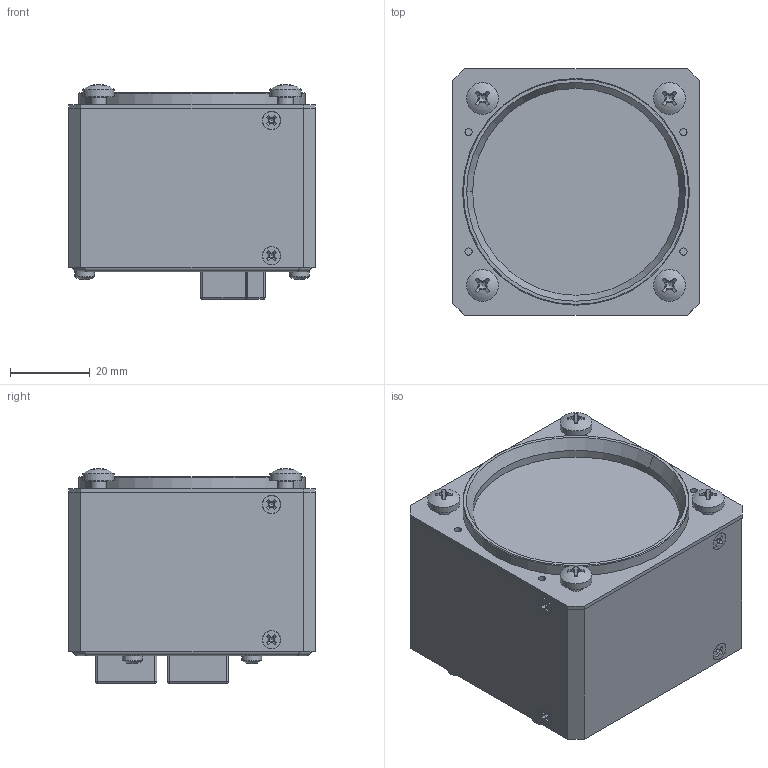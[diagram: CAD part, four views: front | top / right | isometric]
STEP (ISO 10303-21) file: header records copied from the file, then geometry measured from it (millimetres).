
FILE_DESCRIPTION(('FreeCAD Model'),'2;1');
FILE_NAME('G - Force Indicator.step','2020-04-01T14:11:37',('Author'),(''), 'Open CASCADE STEP processor 7.3','FreeCAD','Unknown');
FILE_SCHEMA(('AUTOMOTIVE_DESIGN { 1 0 10303 214 1 1 1 1 }'));
Length unit declared in the file: millimetre
Products named in the file (38): Assembly; Assem003; use001; use_Pin001; Pin_short003; Pin_short002; Pin_long003; Pin_long002; Assem002; use; use_Pin; Pin_short001; Pin_short; Pin_long001; Pin_long; Body; M2.5x4-Screw023; M2.5x4-Screw022; M2.5x4-Screw021; M2.5x4-Screw020; M2.5x3-Screw; M2.5x8-Screw; M4x6-Screw008; M4x6-Screw009; M4x6-Screw; M4x6-Screw010; M2.5x4-Screw001; M2.5x4-Screw003; M2.5x4-Screw005; M2.5x4-Screw006; M2.5x4-Screw; M2.5x4-Screw019; M2.5x4-Screw016; M2.5x4-Screw014; M2.5x4-Screw018; Hrbet_01; Plasc_01; Maska_01
Assembly tree (49 placements, depth 4):
  Assembly
    Assem003
  use001
  use_Pin001
      Pin_short003
        Pin_short002  x4
      Pin_long003
        Pin_long002  x4
    Assem002
  use
  use_Pin
      Pin_short001
        Pin_short  x4
      Pin_long001
        Pin_long  x4
    Body
    M2.5x4-Screw023
    M2.5x4-Screw022
    M2.5x4-Screw021
    M2.5x4-Screw020
    M2.5x3-Screw
    M2.5x8-Screw
    M4x6-Screw008
    M4x6-Screw009
    M4x6-Screw
    M4x6-Screw010
    M2.5x4-Screw001
    M2.5x4-Screw003
    M2.5x4-Screw005
    M2.5x4-Screw006
    M2.5x4-Screw
    M2.5x4-Screw019
    M2.5x4-Screw016
    M2.5x4-Screw014
    M2.5x4-Screw018
    Hrbet_01
    Plasc_01
    Maska_01
Bounding box: 62 x 62 x 53.97 mm (x, y, z)
Volume: 51320.1 mm3; surface area: 52542.8 mm2
Topology: 43 solids, 43 shells, 2143 faces, 5886 edges, 3833 vertices
Faces by surface type: plane 1588, cylinder 342, cone 158, torus 20, revolution 19, sphere 16
Full cylindrical faces by diameter (mm): 0.9 x4, 1.8 x4, 2 x5, 2.5 x30, 4 x8, 4.5 x11, 5 x4, 8 x4, 52 x1, 56 x1, 57 x1, 58 x1
Entity records: 61432 total; most frequent: CARTESIAN_POINT 10756, DIRECTION 10349, ORIENTED_EDGE 10286, EDGE_CURVE 5143, LINE 3650, VECTOR 3650, VERTEX_POINT 3353, AXIS2_PLACEMENT_3D 3340
